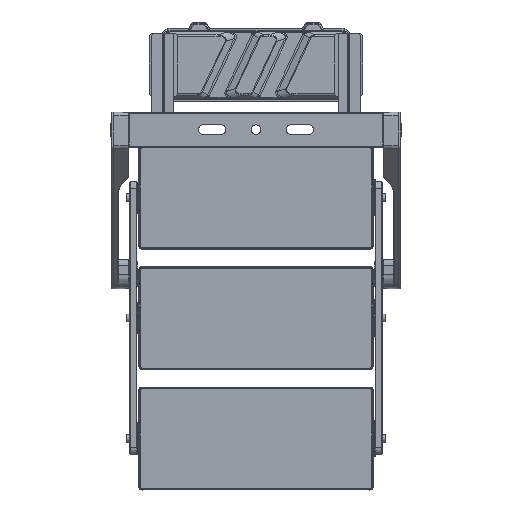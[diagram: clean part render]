
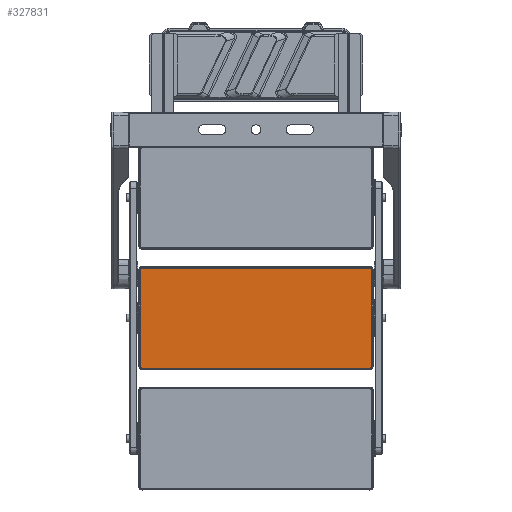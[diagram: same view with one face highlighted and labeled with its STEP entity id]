
A CAD part, front view. The second image highlights one B-rep face of the part: STEP entity #327831.
In plain terms, the highlighted face is planar.
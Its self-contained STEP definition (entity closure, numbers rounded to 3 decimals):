
#1511 = CIRCLE ( 'NONE', #274904, 5. ) ;
#6856 = PLANE ( 'NONE',  #243458 ) ;
#10935 = CIRCLE ( 'NONE', #333166, 5. ) ;
#12028 = CARTESIAN_POINT ( 'NONE',  ( 264.183, 320.817, 238.84 ) ) ;
#15994 = ORIENTED_EDGE ( 'NONE', *, *, #195157, .T. ) ;
#17247 = VERTEX_POINT ( 'NONE', #344569 ) ;
#23657 = CARTESIAN_POINT ( 'NONE',  ( -259.183, 539.183, 238.84 ) ) ;
#29428 = DIRECTION ( 'NONE',  ( 1., 0., 0. ) ) ;
#35433 = CARTESIAN_POINT ( 'NONE',  ( 0., 430., 238.84 ) ) ;
#42975 = DIRECTION ( 'NONE',  ( 1., 0., 0. ) ) ;
#45747 = CARTESIAN_POINT ( 'NONE',  ( -264.183, 320.817, 238.84 ) ) ;
#46685 = CARTESIAN_POINT ( 'NONE',  ( -259.183, 544.183, 238.84 ) ) ;
#52207 = DIRECTION ( 'NONE',  ( 0., 0., -1. ) ) ;
#55355 = DIRECTION ( 'NONE',  ( 0., -1., 0. ) ) ;
#57343 = ORIENTED_EDGE ( 'NONE', *, *, #254109, .T. ) ;
#60838 = CARTESIAN_POINT ( 'NONE',  ( 264.183, 539.183, 238.84 ) ) ;
#62941 = LINE ( 'NONE', #287613, #251838 ) ;
#67785 = DIRECTION ( 'NONE',  ( 0., 0., -1. ) ) ;
#68091 = VERTEX_POINT ( 'NONE', #46685 ) ;
#73785 = ORIENTED_EDGE ( 'NONE', *, *, #356883, .T. ) ;
#75593 = ORIENTED_EDGE ( 'NONE', *, *, #339935, .T. ) ;
#83928 = DIRECTION ( 'NONE',  ( 0., 0., -1. ) ) ;
#95252 = VERTEX_POINT ( 'NONE', #12028 ) ;
#117092 = EDGE_CURVE ( 'NONE', #17247, #248481, #371481, .T. ) ;
#125968 = CARTESIAN_POINT ( 'NONE',  ( 259.183, 320.817, 238.84 ) ) ;
#134734 = EDGE_LOOP ( 'NONE', ( #57343, #169548, #75593, #15994, #184630, #211982, #305542, #73785 ) ) ;
#138356 = VECTOR ( 'NONE', #142795, 1000. ) ;
#139750 = DIRECTION ( 'NONE',  ( -1., 0., 0. ) ) ;
#140353 = EDGE_CURVE ( 'NONE', #373851, #95252, #351953, .T. ) ;
#142795 = DIRECTION ( 'NONE',  ( 0., -1., 0. ) ) ;
#144839 = DIRECTION ( 'NONE',  ( 1., 0., 0. ) ) ;
#160488 = VERTEX_POINT ( 'NONE', #284684 ) ;
#160897 = AXIS2_PLACEMENT_3D ( 'NONE', #161404, #214768, #330841 ) ;
#161404 = CARTESIAN_POINT ( 'NONE',  ( 259.183, 539.183, 238.84 ) ) ;
#167603 = EDGE_CURVE ( 'NONE', #291397, #373851, #203213, .T. ) ;
#169548 = ORIENTED_EDGE ( 'NONE', *, *, #117092, .T. ) ;
#184597 = VERTEX_POINT ( 'NONE', #285867 ) ;
#184630 = ORIENTED_EDGE ( 'NONE', *, *, #238044, .T. ) ;
#187815 = VECTOR ( 'NONE', #362246, 1000. ) ;
#190934 = CARTESIAN_POINT ( 'NONE',  ( 259.183, 315.817, 238.84 ) ) ;
#195157 = EDGE_CURVE ( 'NONE', #184597, #68091, #10935, .T. ) ;
#195591 = LINE ( 'NONE', #222271, #337754 ) ;
#203213 = CIRCLE ( 'NONE', #160897, 5. ) ;
#211982 = ORIENTED_EDGE ( 'NONE', *, *, #167603, .T. ) ;
#213620 = CARTESIAN_POINT ( 'NONE',  ( 259.183, 544.183, 238.84 ) ) ;
#214768 = DIRECTION ( 'NONE',  ( 0., 0., -1. ) ) ;
#222271 = CARTESIAN_POINT ( 'NONE',  ( -264.183, 320.817, 238.84 ) ) ;
#224133 = DIRECTION ( 'NONE',  ( 0., 1., 0. ) ) ;
#225650 = AXIS2_PLACEMENT_3D ( 'NONE', #374972, #83928, #55355 ) ;
#238044 = EDGE_CURVE ( 'NONE', #68091, #291397, #62941, .T. ) ;
#243458 = AXIS2_PLACEMENT_3D ( 'NONE', #35433, #67785, #42975 ) ;
#248481 = VERTEX_POINT ( 'NONE', #45747 ) ;
#251838 = VECTOR ( 'NONE', #144839, 1000. ) ;
#254109 = EDGE_CURVE ( 'NONE', #160488, #17247, #278466, .T. ) ;
#274904 = AXIS2_PLACEMENT_3D ( 'NONE', #125968, #318720, #29428 ) ;
#278466 = LINE ( 'NONE', #190934, #187815 ) ;
#284684 = CARTESIAN_POINT ( 'NONE',  ( 259.183, 315.817, 238.84 ) ) ;
#285867 = CARTESIAN_POINT ( 'NONE',  ( -264.183, 539.183, 238.84 ) ) ;
#287613 = CARTESIAN_POINT ( 'NONE',  ( -259.183, 544.183, 238.84 ) ) ;
#291397 = VERTEX_POINT ( 'NONE', #213620 ) ;
#303676 = FACE_OUTER_BOUND ( 'NONE', #134734, .T. ) ;
#305542 = ORIENTED_EDGE ( 'NONE', *, *, #140353, .T. ) ;
#318061 = CARTESIAN_POINT ( 'NONE',  ( 264.183, 539.183, 238.84 ) ) ;
#318720 = DIRECTION ( 'NONE',  ( 0., 0., -1. ) ) ;
#327831 = ADVANCED_FACE ( 'NONE', ( #303676 ), #6856, .T. ) ;
#330841 = DIRECTION ( 'NONE',  ( 0., 1., 0. ) ) ;
#333166 = AXIS2_PLACEMENT_3D ( 'NONE', #23657, #52207, #139750 ) ;
#337754 = VECTOR ( 'NONE', #224133, 1000. ) ;
#339935 = EDGE_CURVE ( 'NONE', #248481, #184597, #195591, .T. ) ;
#344569 = CARTESIAN_POINT ( 'NONE',  ( -259.183, 315.817, 238.84 ) ) ;
#351953 = LINE ( 'NONE', #60838, #138356 ) ;
#356883 = EDGE_CURVE ( 'NONE', #95252, #160488, #1511, .T. ) ;
#362246 = DIRECTION ( 'NONE',  ( -1., 0., 0. ) ) ;
#371481 = CIRCLE ( 'NONE', #225650, 5. ) ;
#373851 = VERTEX_POINT ( 'NONE', #318061 ) ;
#374972 = CARTESIAN_POINT ( 'NONE',  ( -259.183, 320.817, 238.84 ) ) ;
